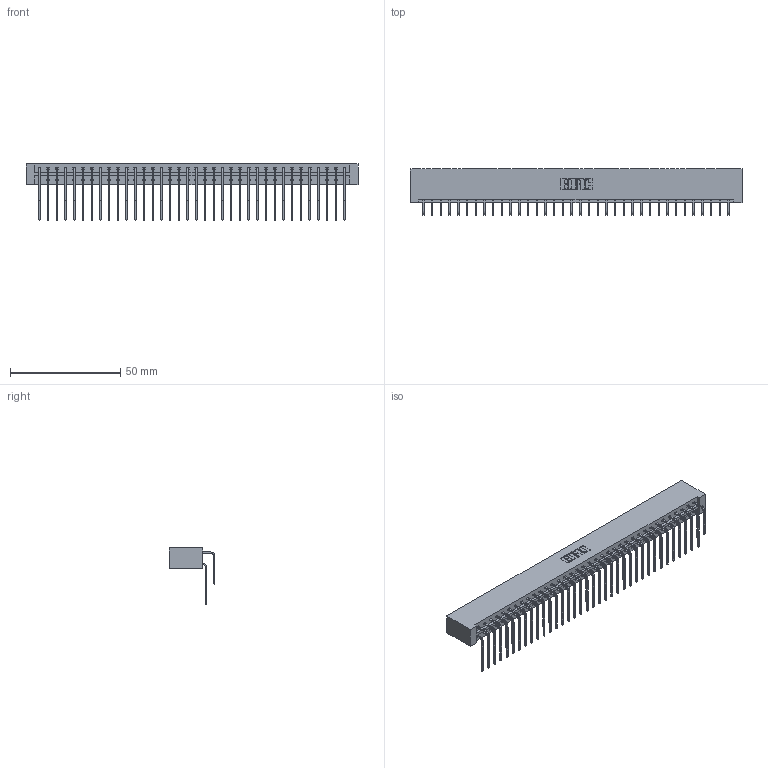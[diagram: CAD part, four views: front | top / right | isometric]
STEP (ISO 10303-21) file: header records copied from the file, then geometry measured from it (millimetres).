
FILE_DESCRIPTION (( 'STEP AP203' ), '1' );
FILE_NAME ('333-072-559-201.STEP', '2018-08-04T21:15:51', ( '' ), ( '' ), 'SwSTEP 2.0', 'SolidWorks 2016', '' );
FILE_SCHEMA (( 'CONFIG_CONTROL_DESIGN' ));
Length unit declared in the file: inch
Products named in the file (4): 333 Part_Lugless; 345-292-001_558 559 Tail - 1; 345-292-001_559 Tail - 2; 333-072-559-201
Assembly tree (73 placements, depth 2):
  333-072-559-201
    333 Part_Lugless
    345-292-001_558 559 Tail - 1  x36
    345-292-001_559 Tail - 2  x36
Bounding box: 150.9 x 20.9 x 25.53 mm (x, y, z)
Volume: 16397.6 mm3; surface area: 21414.8 mm2
Topology: 73 solids, 73 shells, 3994 faces, 11879 edges, 7822 vertices
Faces by surface type: plane 2802, cylinder 1192
Entity records: 25443 total; most frequent: CARTESIAN_POINT 4273, ORIENTED_EDGE 4158, DIRECTION 3635, EDGE_CURVE 2079, VECTOR 1919, LINE 1919, VERTEX_POINT 1382, AXIS2_PLACEMENT_3D 858
